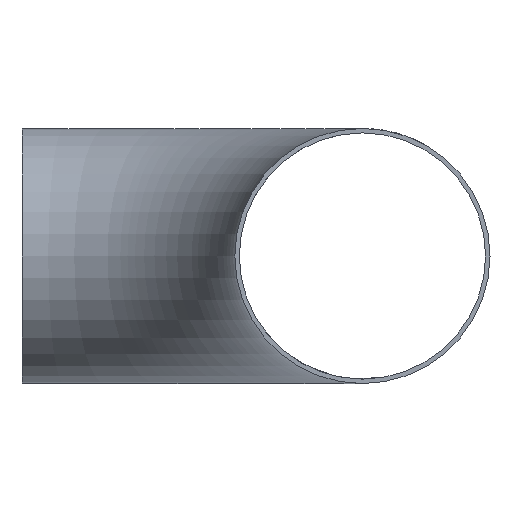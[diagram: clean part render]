
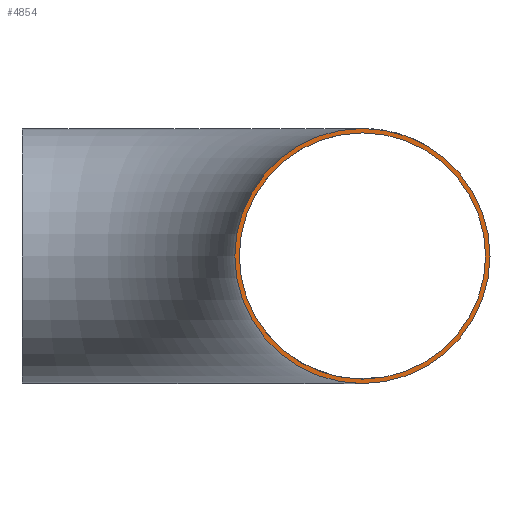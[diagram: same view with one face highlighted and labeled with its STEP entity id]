
A CAD part, left-side view. The second image highlights one B-rep face of the part: STEP entity #4854.
In plain terms, the highlighted planar face has unit normal (-1, 0, 0).
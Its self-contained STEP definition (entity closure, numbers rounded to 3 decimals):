
#138 = CARTESIAN_POINT ( 'NONE',  ( 0., 0., 55.15 ) ) ;
#149 = AXIS2_PLACEMENT_3D ( 'NONE', #12783, #17086, #17346 ) ;
#215 = DIRECTION ( 'NONE',  ( 1., 0., 0. ) ) ;
#282 = CARTESIAN_POINT ( 'NONE',  ( 0., 0., 57.15 ) ) ;
#2062 = EDGE_LOOP ( 'NONE', ( #6274, #10356 ) ) ;
#2646 = DIRECTION ( 'NONE',  ( 0., 0., -1. ) ) ;
#2814 = EDGE_CURVE ( 'NONE', #13268, #14460, #11844, .T. ) ;
#2824 = AXIS2_PLACEMENT_3D ( 'NONE', #8924, #14384, #7308 ) ;
#2848 = AXIS2_PLACEMENT_3D ( 'NONE', #6149, #4940, #3207 ) ;
#3196 = PLANE ( 'NONE',  #2824 ) ;
#3207 = DIRECTION ( 'NONE',  ( 0., 0., -1. ) ) ;
#3633 = CARTESIAN_POINT ( 'NONE',  ( 0., 0., -57.15 ) ) ;
#4186 = VERTEX_POINT ( 'NONE', #3633 ) ;
#4747 = FACE_BOUND ( 'NONE', #2062, .T. ) ;
#4854 = ADVANCED_FACE ( 'NONE', ( #4747, #10121 ), #3196, .F. ) ;
#4940 = DIRECTION ( 'NONE',  ( 1., 0., 0. ) ) ;
#5183 = CIRCLE ( 'NONE', #2848, 57.15 ) ;
#6149 = CARTESIAN_POINT ( 'NONE',  ( 0., 0., 0. ) ) ;
#6274 = ORIENTED_EDGE ( 'NONE', *, *, #16028, .T. ) ;
#6627 = CIRCLE ( 'NONE', #10111, 55.15 ) ;
#7078 = EDGE_LOOP ( 'NONE', ( #12646, #15876 ) ) ;
#7108 = EDGE_CURVE ( 'NONE', #17454, #4186, #7230, .T. ) ;
#7230 = CIRCLE ( 'NONE', #14279, 57.15 ) ;
#7308 = DIRECTION ( 'NONE',  ( 0., 0., -1. ) ) ;
#8924 = CARTESIAN_POINT ( 'NONE',  ( 0., 0., 0. ) ) ;
#9974 = DIRECTION ( 'NONE',  ( 0., 0., -1. ) ) ;
#10111 = AXIS2_PLACEMENT_3D ( 'NONE', #10950, #15105, #2646 ) ;
#10121 = FACE_OUTER_BOUND ( 'NONE', #7078, .T. ) ;
#10356 = ORIENTED_EDGE ( 'NONE', *, *, #2814, .T. ) ;
#10950 = CARTESIAN_POINT ( 'NONE',  ( 0., 0., 0. ) ) ;
#11844 = CIRCLE ( 'NONE', #149, 55.15 ) ;
#12646 = ORIENTED_EDGE ( 'NONE', *, *, #17606, .F. ) ;
#12783 = CARTESIAN_POINT ( 'NONE',  ( 0., 0., 0. ) ) ;
#12880 = CARTESIAN_POINT ( 'NONE',  ( 0., 0., -55.15 ) ) ;
#13268 = VERTEX_POINT ( 'NONE', #12880 ) ;
#14279 = AXIS2_PLACEMENT_3D ( 'NONE', #15776, #215, #9974 ) ;
#14384 = DIRECTION ( 'NONE',  ( 1., 0., 0. ) ) ;
#14460 = VERTEX_POINT ( 'NONE', #138 ) ;
#15105 = DIRECTION ( 'NONE',  ( 1., 0., 0. ) ) ;
#15776 = CARTESIAN_POINT ( 'NONE',  ( 0., 0., 0. ) ) ;
#15876 = ORIENTED_EDGE ( 'NONE', *, *, #7108, .F. ) ;
#16028 = EDGE_CURVE ( 'NONE', #14460, #13268, #6627, .T. ) ;
#17086 = DIRECTION ( 'NONE',  ( 1., 0., 0. ) ) ;
#17346 = DIRECTION ( 'NONE',  ( 0., 0., -1. ) ) ;
#17454 = VERTEX_POINT ( 'NONE', #282 ) ;
#17606 = EDGE_CURVE ( 'NONE', #4186, #17454, #5183, .T. ) ;
